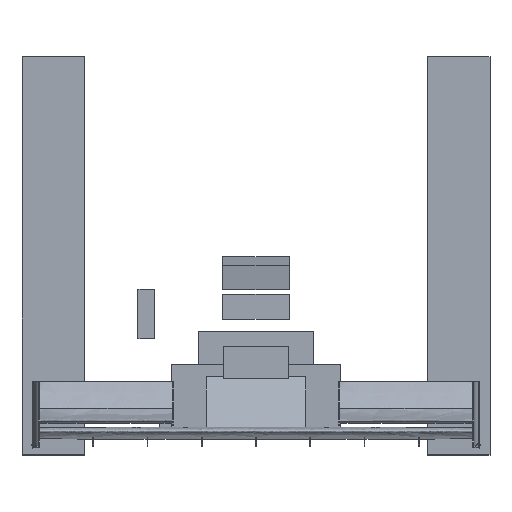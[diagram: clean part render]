
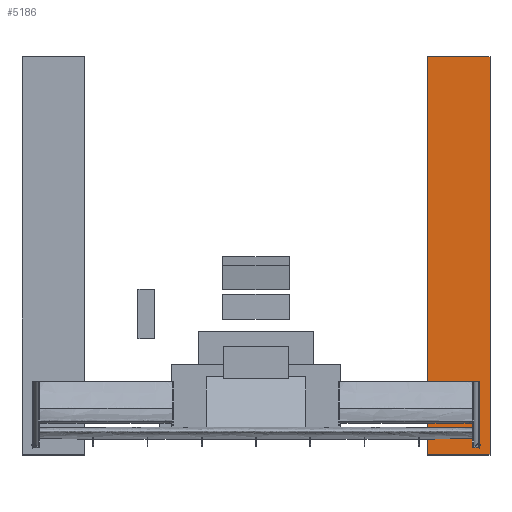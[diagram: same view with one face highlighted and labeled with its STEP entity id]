
A CAD part, top view. The second image highlights one B-rep face of the part: STEP entity #5186.
In plain terms, the highlighted planar face has unit normal (0, 0, 1).
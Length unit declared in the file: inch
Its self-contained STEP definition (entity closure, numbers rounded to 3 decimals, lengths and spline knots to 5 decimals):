
#314 = EDGE_LOOP ( 'NONE', ( #6286, #763, #3025, #2500 ) ) ;
#366 = CARTESIAN_POINT ( 'NONE',  ( 20.75, 0., 41.07776 ) ) ;
#410 = VECTOR ( 'NONE', #1789, 39.37008 ) ;
#513 = EDGE_CURVE ( 'NONE', #4414, #4228, #4841, .T. ) ;
#763 = ORIENTED_EDGE ( 'NONE', *, *, #2708, .F. ) ;
#857 = VECTOR ( 'NONE', #6409, 39.37008 ) ;
#873 = DIRECTION ( 'NONE',  ( 0., 0., 1. ) ) ;
#1179 = LINE ( 'NONE', #5163, #2314 ) ;
#1789 = DIRECTION ( 'NONE',  ( 0., 1., 0. ) ) ;
#1874 = EDGE_CURVE ( 'NONE', #3033, #2687, #1179, .T. ) ;
#1959 = EDGE_CURVE ( 'NONE', #4228, #2687, #4419, .T. ) ;
#2194 = CARTESIAN_POINT ( 'NONE',  ( 20.75, 0., 41.07776 ) ) ;
#2314 = VECTOR ( 'NONE', #3242, 39.37008 ) ;
#2342 = DIRECTION ( 'NONE',  ( 1., 0., 0. ) ) ;
#2500 = ORIENTED_EDGE ( 'NONE', *, *, #1959, .T. ) ;
#2557 = AXIS2_PLACEMENT_3D ( 'NONE', #5344, #873, #2342 ) ;
#2687 = VERTEX_POINT ( 'NONE', #2751 ) ;
#2707 = CARTESIAN_POINT ( 'NONE',  ( 20.75, 0., 41.07776 ) ) ;
#2708 = EDGE_CURVE ( 'NONE', #4414, #3033, #5192, .T. ) ;
#2751 = CARTESIAN_POINT ( 'NONE',  ( 28.25, 48., 41.07776 ) ) ;
#2810 = CARTESIAN_POINT ( 'NONE',  ( 20.75, 48., 41.07776 ) ) ;
#3025 = ORIENTED_EDGE ( 'NONE', *, *, #513, .T. ) ;
#3033 = VERTEX_POINT ( 'NONE', #2810 ) ;
#3242 = DIRECTION ( 'NONE',  ( 1., 0., 0. ) ) ;
#3364 = FACE_OUTER_BOUND ( 'NONE', #314, .T. ) ;
#3368 = CARTESIAN_POINT ( 'NONE',  ( 28.25, 0., 41.07776 ) ) ;
#3824 = PLANE ( 'NONE',  #2557 ) ;
#3905 = DIRECTION ( 'NONE',  ( 1., 0., 0. ) ) ;
#4228 = VERTEX_POINT ( 'NONE', #3368 ) ;
#4414 = VERTEX_POINT ( 'NONE', #2707 ) ;
#4419 = LINE ( 'NONE', #5320, #857 ) ;
#4841 = LINE ( 'NONE', #366, #5379 ) ;
#5163 = CARTESIAN_POINT ( 'NONE',  ( 20.75, 48., 41.07776 ) ) ;
#5186 = ADVANCED_FACE ( 'NONE', ( #3364 ), #3824, .T. ) ;
#5192 = LINE ( 'NONE', #2194, #410 ) ;
#5320 = CARTESIAN_POINT ( 'NONE',  ( 28.25, 0., 41.07776 ) ) ;
#5344 = CARTESIAN_POINT ( 'NONE',  ( 20.75, 0., 41.07776 ) ) ;
#5379 = VECTOR ( 'NONE', #3905, 39.37008 ) ;
#6286 = ORIENTED_EDGE ( 'NONE', *, *, #1874, .F. ) ;
#6409 = DIRECTION ( 'NONE',  ( 0., 1., 0. ) ) ;
